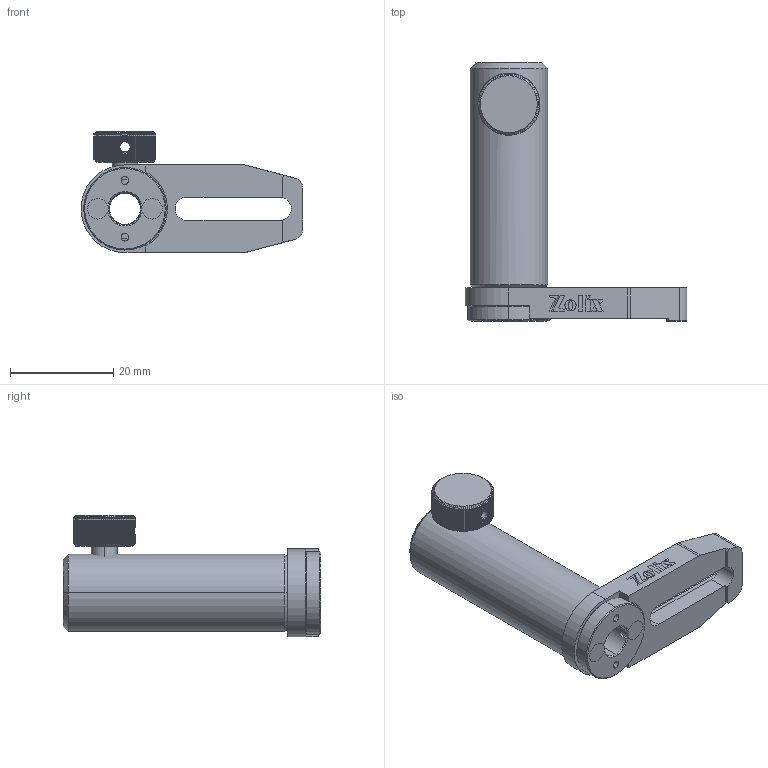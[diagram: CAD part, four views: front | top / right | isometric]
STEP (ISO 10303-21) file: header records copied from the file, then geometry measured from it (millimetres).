
FILE_DESCRIPTION (( 'STEP AP203' ), '1' );
FILE_NAME ('NMPH50.STEP', '2022-07-20T03:00:18', ( '' ), ( '' ), 'SwSTEP 2.0', 'SolidWorks 2021', '' );
FILE_SCHEMA (( 'CONFIG_CONTROL_DESIGN' ));
Length unit declared in the file: millimetre
Products named in the file (1): NMPH50
Bounding box: 43 x 50 x 23.5 mm (x, y, z)
Surface area: 6160.2 mm2 (no closed solid volume)
Topology: 0 solids, 8 shells, 398 faces, 1412 edges, 1019 vertices
Faces by surface type: plane 253, cylinder 128, cone 17
Entity records: 15693 total; most frequent: CARTESIAN_POINT 4218, ORIENTED_EDGE 2516, DIRECTION 2053, EDGE_CURVE 1412, VERTEX_POINT 1019, LINE 713, VECTOR 713, AXIS2_PLACEMENT_3D 670
